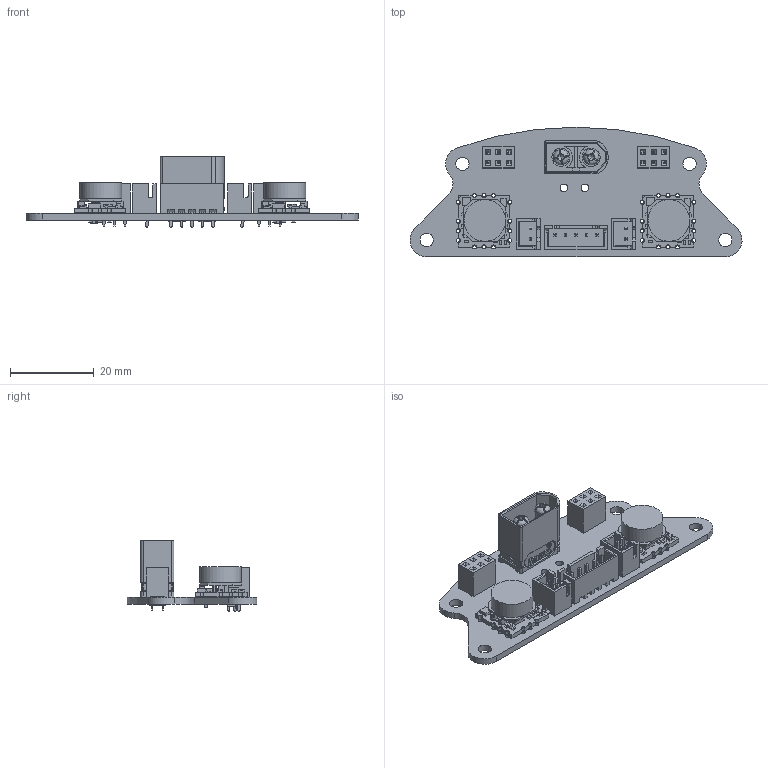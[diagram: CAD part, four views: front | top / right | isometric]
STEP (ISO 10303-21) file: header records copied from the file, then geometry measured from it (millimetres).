
FILE_DESCRIPTION(('KiCad electronic assembly'),'2;1');
FILE_NAME('buckUnit.step','2024-11-22T20:07:47',('Pcbnew'),('Kicad'), 'Open CASCADE STEP processor 7.7','KiCad to STEP converter','Unknown' );
FILE_SCHEMA(('AUTOMOTIVE_DESIGN { 1 0 10303 214 1 1 1 1 }'));
Length unit declared in the file: millimetre
Products named in the file (20): buckUnit 1; JST_XH_B2B-XH-A_1x02_P2.50mm_Vertical; JST_B2B_XH_A; XT60UPB-M; User Library-XT60UPB Fem Vert; JST_XH_B5B-XH-A_1x05_P2.50mm_Vertical; JST_B5B_XH_A; MURATA_OKL-T-6-W12N-C_0; PinSocket_2x03_P2.54mm_Vertical; PinSocket_2x03_P254mm_Vertical; R0603; Resistor_0603_Text; C0603; buckUnit_PCB_1; buckUnit_PCB_2; buckUnit_PCB_3; buckUnit_PCB_4; buckUnit_PCB_5
Assembly tree (28 placements, depth 3):
  buckUnit 1
    JST_XH_B2B-XH-A_1x02_P2.50mm_Vertical  x2
      JST_B2B_XH_A
    XT60UPB-M
      User Library-XT60UPB Fem Vert
    JST_XH_B5B-XH-A_1x05_P2.50mm_Vertical
      JST_B5B_XH_A
    MURATA_OKL-T-6-W12N-C_0  x2
      MURATA_OKL-T-6-W12N-C_0
    PinSocket_2x03_P2.54mm_Vertical  x2
      PinSocket_2x03_P254mm_Vertical
    R0603  x6
      Resistor_0603_Text
    C0603  x2
      C0603
    buckUnit_PCB_1
    buckUnit_PCB_2
    buckUnit_PCB_3
    buckUnit_PCB_4
    buckUnit_PCB_5
Bounding box: 79.38 x 30.99 x 16.94 mm (x, y, z)
Volume: 4813.6 mm3; surface area: 10281.8 mm2
Topology: 59 solids, 109 shells, 3133 faces, 8576 edges, 5661 vertices
Faces by surface type: plane 2160, cylinder 459, extrusion 408, bspline 34, cone 32, sphere 32, revolution 8
Full cylindrical faces by diameter (mm): 0.95 x5, 1 x44, 1.8 x2, 3.2 x4, 4.5 x2, 10 x2
Entity records: 59452 total; most frequent: CARTESIAN_POINT 13782, ORIENTED_EDGE 8481, DIRECTION 7256, EDGE_CURVE 4355, VECTOR 3302, LINE 3234, VERTEX_POINT 2877, AXIS2_PLACEMENT_3D 1973
